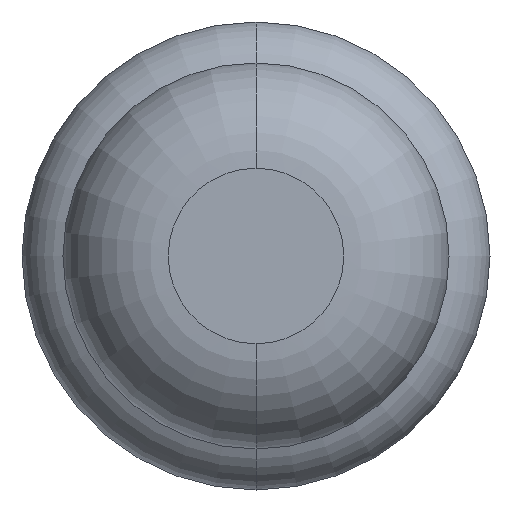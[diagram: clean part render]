
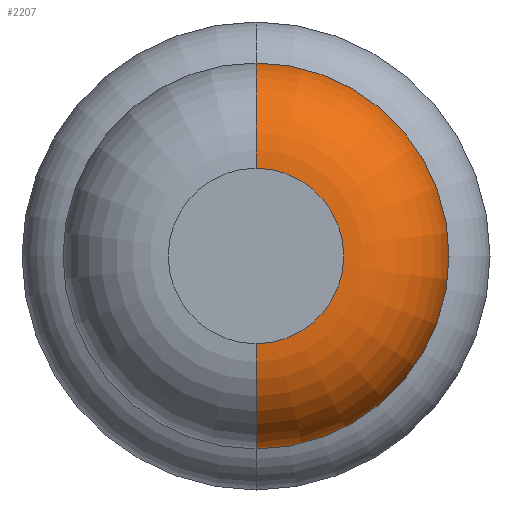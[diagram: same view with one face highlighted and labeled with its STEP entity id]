
A CAD part, front view. The second image highlights one B-rep face of the part: STEP entity #2207.
In plain terms, the highlighted toroidal (fillet/blend) face has major radius 0.375 mm and minor radius 0.45 mm.
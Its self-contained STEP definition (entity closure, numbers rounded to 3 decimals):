
#37 = VERTEX_POINT ( 'NONE', #765 ) ;
#296 = ORIENTED_EDGE ( 'NONE', *, *, #842, .T. ) ;
#323 = AXIS2_PLACEMENT_3D ( 'NONE', #570, #2705, #3247 ) ;
#381 = CARTESIAN_POINT ( 'NONE',  ( 0., -26., -0.375 ) ) ;
#398 = CARTESIAN_POINT ( 'NONE',  ( 0., -26., 0. ) ) ;
#570 = CARTESIAN_POINT ( 'NONE',  ( 0., -25.55, 0.375 ) ) ;
#579 = DIRECTION ( 'NONE',  ( 0., 0., 1. ) ) ;
#643 = VERTEX_POINT ( 'NONE', #381 ) ;
#645 = CIRCLE ( 'NONE', #2109, 0.825 ) ;
#668 = DIRECTION ( 'NONE',  ( 0., 1., 0. ) ) ;
#765 = CARTESIAN_POINT ( 'NONE',  ( 0., -25.55, 0.825 ) ) ;
#842 = EDGE_CURVE ( 'NONE', #643, #2699, #2775, .T. ) ;
#867 = EDGE_CURVE ( 'Defeature ausgef�hrt3_7+Defeature ausgef�hrt3_6+Defeature ausgef�hrt3_6+Defeature ausgef�hrt3_6', #1872, #643, #1119, .T. ) ;
#923 = DIRECTION ( 'NONE',  ( 0., 0., -1. ) ) ;
#934 = DIRECTION ( 'NONE',  ( 0., 0., 1. ) ) ;
#1107 = CARTESIAN_POINT ( 'NONE',  ( 0., -25.55, 0. ) ) ;
#1119 = CIRCLE ( 'NONE', #2064, 0.375 ) ;
#1167 = EDGE_CURVE ( 'NONE', #1872, #37, #2079, .T. ) ;
#1319 = EDGE_LOOP ( 'NONE', ( #2067, #296, #1917, #1649 ) ) ;
#1332 = EDGE_CURVE ( 'Defeature ausgef�hrt3_8+Defeature ausgef�hrt3_7+Defeature ausgef�hrt3_7+Defeature ausgef�hrt3_7', #37, #2699, #645, .T. ) ;
#1433 = DIRECTION ( 'NONE',  ( 0., 1., 0. ) ) ;
#1649 = ORIENTED_EDGE ( 'NONE', *, *, #1167, .F. ) ;
#1727 = CARTESIAN_POINT ( 'NONE',  ( 0., -25.55, 0. ) ) ;
#1766 = DIRECTION ( 'NONE',  ( 1., 0., 0. ) ) ;
#1872 = VERTEX_POINT ( 'NONE', #2271 ) ;
#1917 = ORIENTED_EDGE ( 'NONE', *, *, #1332, .F. ) ;
#2064 = AXIS2_PLACEMENT_3D ( 'NONE', #398, #668, #934 ) ;
#2067 = ORIENTED_EDGE ( 'NONE', *, *, #867, .T. ) ;
#2079 = CIRCLE ( 'NONE', #323, 0.45 ) ;
#2109 = AXIS2_PLACEMENT_3D ( 'NONE', #1727, #1433, #2221 ) ;
#2207 = ADVANCED_FACE ( 'Defeature ausgef�hrt3_7', ( #3227 ), #2286, .T. ) ;
#2221 = DIRECTION ( 'NONE',  ( 0., 0., 1. ) ) ;
#2271 = CARTESIAN_POINT ( 'NONE',  ( 0., -26., 0.375 ) ) ;
#2286 = TOROIDAL_SURFACE ( 'NONE', #3111, 0.375, 0.45 ) ;
#2699 = VERTEX_POINT ( 'NONE', #3023 ) ;
#2705 = DIRECTION ( 'NONE',  ( -1., 0., 0. ) ) ;
#2775 = CIRCLE ( 'NONE', #3130, 0.45 ) ;
#2967 = DIRECTION ( 'NONE',  ( 0., 1., 0. ) ) ;
#3023 = CARTESIAN_POINT ( 'NONE',  ( 0., -25.55, -0.825 ) ) ;
#3068 = CARTESIAN_POINT ( 'NONE',  ( 0., -25.55, -0.375 ) ) ;
#3111 = AXIS2_PLACEMENT_3D ( 'NONE', #1107, #2967, #579 ) ;
#3130 = AXIS2_PLACEMENT_3D ( 'NONE', #3068, #1766, #923 ) ;
#3227 = FACE_OUTER_BOUND ( 'NONE', #1319, .T. ) ;
#3247 = DIRECTION ( 'NONE',  ( 0., 0., 1. ) ) ;
